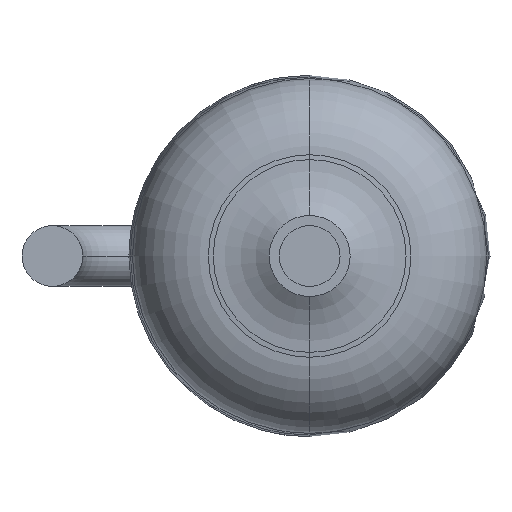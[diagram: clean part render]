
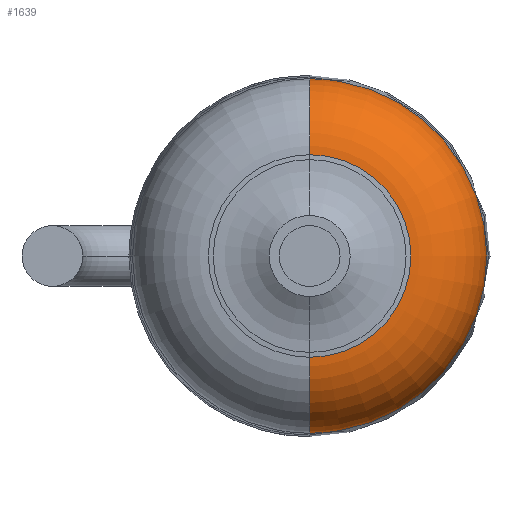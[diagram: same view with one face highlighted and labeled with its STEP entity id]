
A CAD part, front view. The second image highlights one B-rep face of the part: STEP entity #1639.
In plain terms, the highlighted toroidal (fillet/blend) face has major radius 0.952 mm and minor radius 0.8 mm.
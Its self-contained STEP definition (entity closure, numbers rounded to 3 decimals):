
#6 = VERTEX_POINT ( 'NONE', #2459 ) ;
#9 = AXIS2_PLACEMENT_3D ( 'NONE', #1247, #248, #301 ) ;
#77 = DIRECTION ( 'NONE',  ( 0., 0., -1. ) ) ;
#79 = DIRECTION ( 'NONE',  ( 0., 0., -1. ) ) ;
#93 = EDGE_CURVE ( 'NONE', #1476, #453, #2408, .T. ) ;
#95 = DIRECTION ( 'NONE',  ( 0., -1., 0. ) ) ;
#129 = ORIENTED_EDGE ( 'NONE', *, *, #1976, .T. ) ;
#147 = ORIENTED_EDGE ( 'NONE', *, *, #1096, .T. ) ;
#196 = VERTEX_POINT ( 'NONE', #1947 ) ;
#248 = DIRECTION ( 'NONE',  ( 0., -1., 0. ) ) ;
#301 = DIRECTION ( 'NONE',  ( 0., 0., -1. ) ) ;
#453 = VERTEX_POINT ( 'NONE', #1456 ) ;
#552 = EDGE_CURVE ( 'NONE', #453, #196, #2029, .T. ) ;
#601 = TOROIDAL_SURFACE ( 'NONE', #2014, 0.952, 0.8 ) ;
#647 = DIRECTION ( 'NONE',  ( 1., 0., 0. ) ) ;
#675 = ORIENTED_EDGE ( 'NONE', *, *, #552, .F. ) ;
#681 = ORIENTED_EDGE ( 'NONE', *, *, #1645, .T. ) ;
#744 = AXIS2_PLACEMENT_3D ( 'NONE', #1414, #647, #1812 ) ;
#796 = DIRECTION ( 'NONE',  ( 0., 0., 1. ) ) ;
#835 = FACE_OUTER_BOUND ( 'NONE', #1270, .T. ) ;
#849 = CARTESIAN_POINT ( 'NONE',  ( 0., -3.75, -1.75 ) ) ;
#850 = ORIENTED_EDGE ( 'NONE', *, *, #93, .F. ) ;
#1096 = EDGE_CURVE ( 'NONE', #6, #196, #2476, .T. ) ;
#1247 = CARTESIAN_POINT ( 'NONE',  ( 0., -3.75, 0. ) ) ;
#1270 = EDGE_LOOP ( 'NONE', ( #681, #147, #675, #850, #129 ) ) ;
#1414 = CARTESIAN_POINT ( 'NONE',  ( 0., -3.7, 0.952 ) ) ;
#1422 = CARTESIAN_POINT ( 'NONE',  ( 0., -3.75, 0. ) ) ;
#1456 = CARTESIAN_POINT ( 'NONE',  ( 0., -4.5, -0.952 ) ) ;
#1476 = VERTEX_POINT ( 'NONE', #849 ) ;
#1519 = DIRECTION ( 'NONE',  ( -1., 0., 0. ) ) ;
#1536 = AXIS2_PLACEMENT_3D ( 'NONE', #1422, #2185, #77 ) ;
#1569 = DIRECTION ( 'NONE',  ( 0., -1., 0. ) ) ;
#1639 = ADVANCED_FACE ( 'NONE', ( #835 ), #601, .T. ) ;
#1642 = VERTEX_POINT ( 'NONE', #2166 ) ;
#1645 = EDGE_CURVE ( 'NONE', #1642, #6, #2333, .T. ) ;
#1648 = AXIS2_PLACEMENT_3D ( 'NONE', #1898, #1519, #2485 ) ;
#1768 = CARTESIAN_POINT ( 'NONE',  ( 0., -4.5, 0. ) ) ;
#1782 = AXIS2_PLACEMENT_3D ( 'NONE', #1768, #1569, #796 ) ;
#1812 = DIRECTION ( 'NONE',  ( 0., 0., -1. ) ) ;
#1833 = CARTESIAN_POINT ( 'NONE',  ( 0., -3.7, 0. ) ) ;
#1898 = CARTESIAN_POINT ( 'NONE',  ( 0., -3.7, -0.952 ) ) ;
#1947 = CARTESIAN_POINT ( 'NONE',  ( 0., -4.5, 0.952 ) ) ;
#1976 = EDGE_CURVE ( 'NONE', #1476, #1642, #2339, .T. ) ;
#2014 = AXIS2_PLACEMENT_3D ( 'NONE', #1833, #95, #79 ) ;
#2029 = CIRCLE ( 'NONE', #1782, 0.952 ) ;
#2166 = CARTESIAN_POINT ( 'NONE',  ( 1.75, -3.75, 0. ) ) ;
#2185 = DIRECTION ( 'NONE',  ( 0., -1., 0. ) ) ;
#2333 = CIRCLE ( 'NONE', #9, 1.75 ) ;
#2339 = CIRCLE ( 'NONE', #1536, 1.75 ) ;
#2408 = CIRCLE ( 'NONE', #1648, 0.8 ) ;
#2459 = CARTESIAN_POINT ( 'NONE',  ( 0., -3.75, 1.75 ) ) ;
#2476 = CIRCLE ( 'NONE', #744, 0.8 ) ;
#2485 = DIRECTION ( 'NONE',  ( 0., 0., 1. ) ) ;
